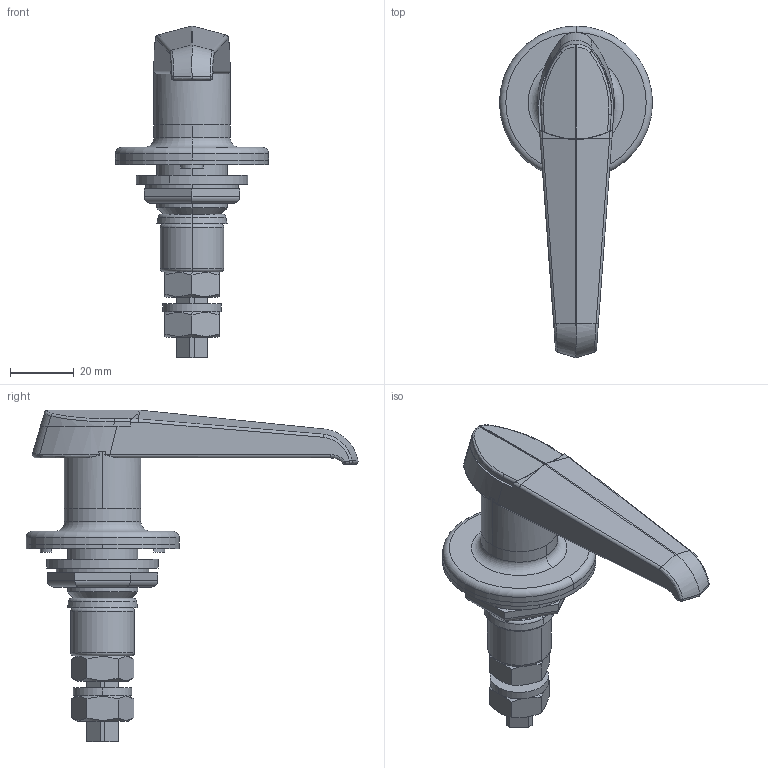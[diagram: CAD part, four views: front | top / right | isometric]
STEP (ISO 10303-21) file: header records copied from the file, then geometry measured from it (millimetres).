
FILE_DESCRIPTION (( 'STEP AP203' ), '1' );
FILE_NAME ('A-140-S-3.STEP', '2011-01-11T07:17:36', ( ' ' ), ( ' ' ), 'SwSTEP 2.0', 'SolidWorks 2007', '' );
FILE_SCHEMA (( 'CONFIG_CONTROL_DESIGN' ));
Length unit declared in the file: millimetre
Products named in the file (13): A-140-S-3僗僞僢僩__棉太倌; A-140-S-3六角ナット_; A-140-S-3スプリング受け__ﾃﾞﾌｫﾙﾄ; A-140-S-3; A-140-S-3本体_; A-140-S-3僉儍僢僾_; A-140-S-3受座_; A-140用R200__R200-4_STdown; A-140-S-3僷僢僉儞_; A-140-S-3僶僱嵗嬥__棉太倌; A-140-S-3僗僾儕儞僌__棉太倌; 榋妏僫僢僩M10_棉太倌; A-140-S-3帟晅嵗嬥__棉太倌
Assembly tree (13 placements, depth 2):
  A-140-S-3
    榋妏僫僢僩M10_棉太倌  x2
    A-140-S-3受座_
    A-140-S-3僗僞僢僩__棉太倌
    A-140-S-3僶僱嵗嬥__棉太倌
    A-140用R200__R200-4_STdown
    A-140-S-3帟晅嵗嬥__棉太倌
    A-140-S-3僗僾儕儞僌__棉太倌
    A-140-S-3僉儍僢僾_
    A-140-S-3本体_
    A-140-S-3スプリング受け__ﾃﾞﾌｫﾙﾄ
    A-140-S-3僷僢僉儞_
    A-140-S-3六角ナット_
Bounding box: 48 x 104.06 x 104 mm (x, y, z)
Volume: 51768.8 mm3; surface area: 32413.8 mm2
Topology: 13 solids, 13 shells, 244 faces, 554 edges, 350 vertices
Faces by surface type: plane 99, cylinder 83, bspline 25, cone 17, torus 14, sphere 6
Entity records: 9339 total; most frequent: CARTESIAN_POINT 2927, ORIENTED_EDGE 1044, DIRECTION 1029, EDGE_CURVE 522, AXIS2_PLACEMENT_3D 404, VERTEX_POINT 330, EDGE_LOOP 260, ADVANCED_FACE 230
